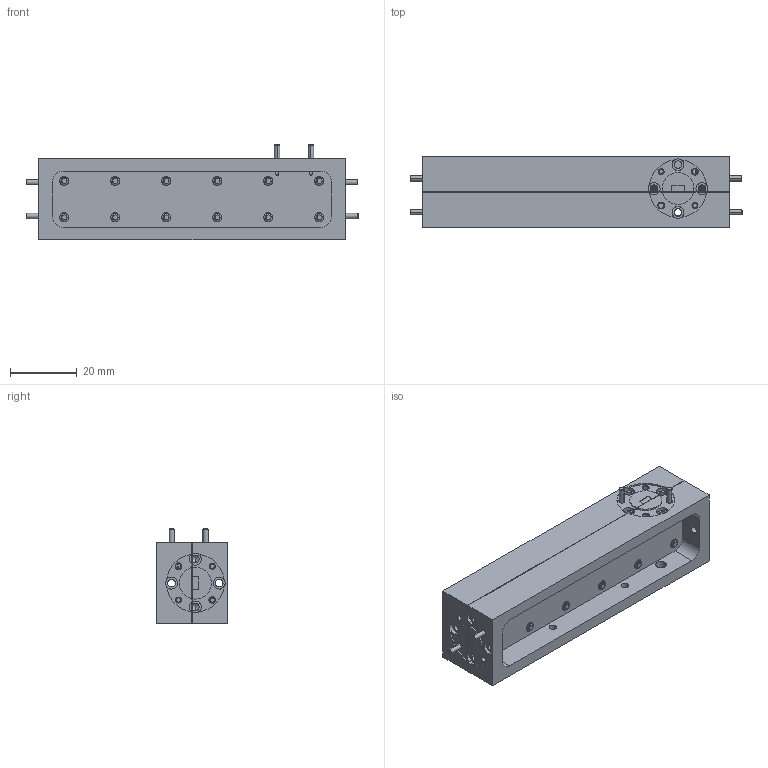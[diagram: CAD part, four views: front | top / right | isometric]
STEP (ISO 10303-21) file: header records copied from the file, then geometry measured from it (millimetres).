
FILE_DESCRIPTION (( 'STEP AP203' ), '1' );
FILE_NAME ('SWD-5038531040H-15-SB.STEP', '2019-06-24T21:31:32', ( '' ), ( '' ), 'SwSTEP 2.0', 'SolidWorks 2016', '' );
FILE_SCHEMA (( 'CONFIG_CONTROL_DESIGN' ));
Products named in the file (1): SWD-5038531040H-15-SB
Bounding box: 99.19 x 21.06 x 28.38 mm (x, y, z)
Volume: 26486.6 mm3; surface area: 24667.7 mm2
Topology: 33 solids, 33 shells, 1439 faces, 3834 edges, 2465 vertices
Faces by surface type: cylinder 884, plane 304, cone 227, bspline 24
Entity records: 59868 total; most frequent: CARTESIAN_POINT 27240, ORIENTED_EDGE 7652, DIRECTION 6089, EDGE_CURVE 3826, VERTEX_POINT 2465, AXIS2_PLACEMENT_3D 2250, VECTOR 1589, LINE 1589
